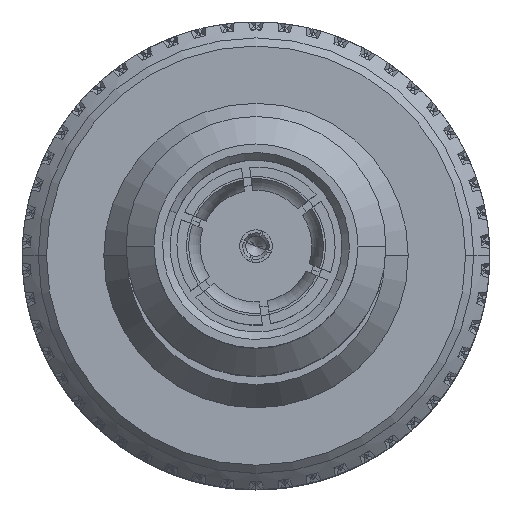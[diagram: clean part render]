
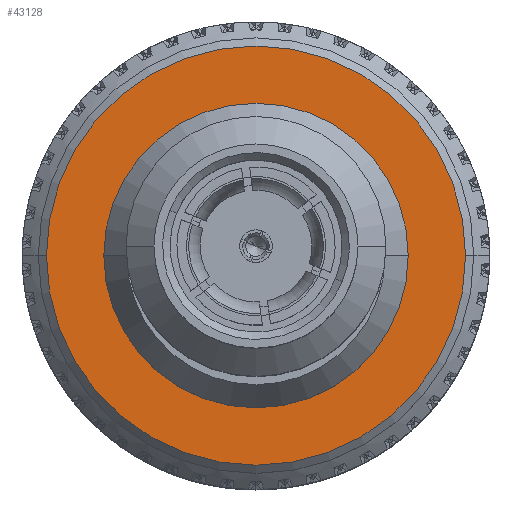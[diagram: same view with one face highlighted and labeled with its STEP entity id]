
A CAD part, top view. The second image highlights one B-rep face of the part: STEP entity #43128.
In plain terms, the highlighted face is planar.
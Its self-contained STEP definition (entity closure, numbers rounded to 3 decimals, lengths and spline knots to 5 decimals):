
#482 = AXIS2_PLACEMENT_3D ( 'NONE', #43237, #94750, #76814 ) ;
#1686 = ORIENTED_EDGE ( 'NONE', *, *, #91295, .F. ) ;
#2311 = AXIS2_PLACEMENT_3D ( 'NONE', #55107, #81492, #91861 ) ;
#3480 = CIRCLE ( 'NONE', #55738, 0.18598 ) ;
#5847 = AXIS2_PLACEMENT_3D ( 'NONE', #18442, #83263, #54496 ) ;
#7487 = DIRECTION ( 'NONE',  ( 0., 0., -1. ) ) ;
#12110 = VERTEX_POINT ( 'NONE', #19439 ) ;
#13165 = CIRCLE ( 'NONE', #482, 0.256 ) ;
#15088 = EDGE_CURVE ( 'NONE', #12110, #57493, #3480, .T. ) ;
#18442 = CARTESIAN_POINT ( 'NONE',  ( 0.59544, 0., 0. ) ) ;
#19439 = CARTESIAN_POINT ( 'NONE',  ( 0.59544, 0., -0.18598 ) ) ;
#23939 = CARTESIAN_POINT ( 'NONE',  ( 0.59544, 0., -0.256 ) ) ;
#29568 = VERTEX_POINT ( 'NONE', #23939 ) ;
#35465 = AXIS2_PLACEMENT_3D ( 'NONE', #36002, #72421, #7487 ) ;
#36002 = CARTESIAN_POINT ( 'NONE',  ( 0.59544, 0., 0. ) ) ;
#36355 = FACE_BOUND ( 'NONE', #97102, .T. ) ;
#40190 = DIRECTION ( 'NONE',  ( 0., 0., -1. ) ) ;
#43128 = ADVANCED_FACE ( 'NONE', ( #36355, #79304 ), #90779, .T. ) ;
#43237 = CARTESIAN_POINT ( 'NONE',  ( 0.59544, 0., 0. ) ) ;
#48033 = EDGE_CURVE ( 'NONE', #81435, #29568, #60674, .T. ) ;
#48203 = DIRECTION ( 'NONE',  ( 1., 0., 0. ) ) ;
#54496 = DIRECTION ( 'NONE',  ( 0., 0., -1. ) ) ;
#55107 = CARTESIAN_POINT ( 'NONE',  ( 0.59544, 0., 0. ) ) ;
#55738 = AXIS2_PLACEMENT_3D ( 'NONE', #102949, #48203, #40190 ) ;
#57493 = VERTEX_POINT ( 'NONE', #92180 ) ;
#57692 = ORIENTED_EDGE ( 'NONE', *, *, #48033, .T. ) ;
#60674 = CIRCLE ( 'NONE', #2311, 0.256 ) ;
#68306 = CIRCLE ( 'NONE', #5847, 0.18598 ) ;
#72421 = DIRECTION ( 'NONE',  ( 1., 0., 0. ) ) ;
#73894 = ORIENTED_EDGE ( 'NONE', *, *, #15088, .F. ) ;
#76814 = DIRECTION ( 'NONE',  ( 0., 0., -1. ) ) ;
#77440 = ORIENTED_EDGE ( 'NONE', *, *, #117385, .T. ) ;
#79304 = FACE_OUTER_BOUND ( 'NONE', #93160, .T. ) ;
#81435 = VERTEX_POINT ( 'NONE', #105743 ) ;
#81492 = DIRECTION ( 'NONE',  ( 1., 0., 0. ) ) ;
#83263 = DIRECTION ( 'NONE',  ( 1., 0., 0. ) ) ;
#90779 = PLANE ( 'NONE',  #35465 ) ;
#91295 = EDGE_CURVE ( 'NONE', #57493, #12110, #68306, .T. ) ;
#91861 = DIRECTION ( 'NONE',  ( 0., 0., -1. ) ) ;
#92180 = CARTESIAN_POINT ( 'NONE',  ( 0.59544, 0., 0.18598 ) ) ;
#93160 = EDGE_LOOP ( 'NONE', ( #57692, #77440 ) ) ;
#94750 = DIRECTION ( 'NONE',  ( 1., 0., 0. ) ) ;
#97102 = EDGE_LOOP ( 'NONE', ( #73894, #1686 ) ) ;
#102949 = CARTESIAN_POINT ( 'NONE',  ( 0.59544, 0., 0. ) ) ;
#105743 = CARTESIAN_POINT ( 'NONE',  ( 0.59544, 0., 0.256 ) ) ;
#117385 = EDGE_CURVE ( 'NONE', #29568, #81435, #13165, .T. ) ;
